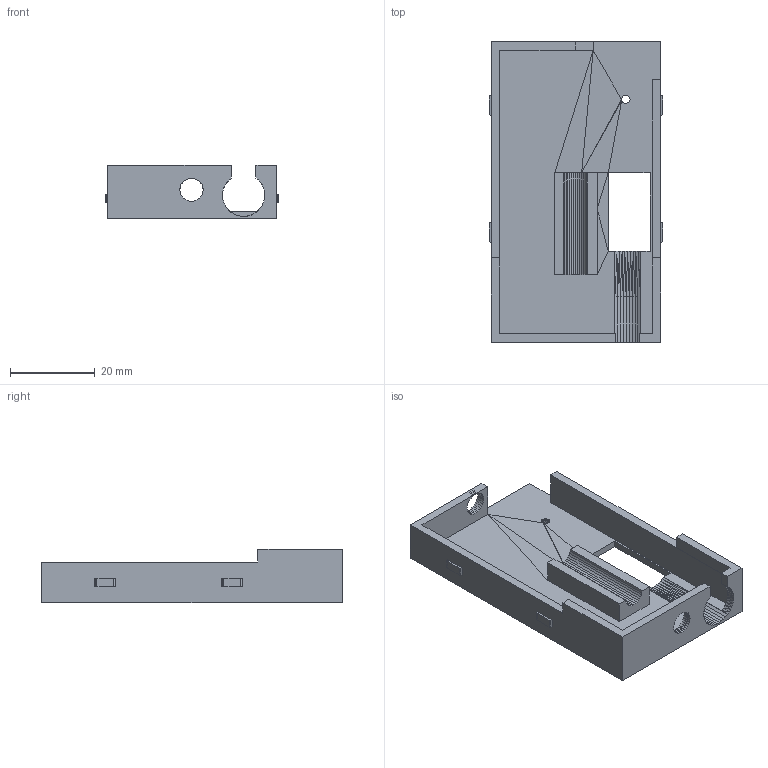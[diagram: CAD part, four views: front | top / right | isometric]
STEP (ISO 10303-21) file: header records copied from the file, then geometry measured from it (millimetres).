
FILE_DESCRIPTION(/* description */ (''),/* implementation_level */ '2;1');
FILE_NAME(/* name */ 'tray.stp',/* time_stamp */ '2025-11-11T12:55:14-05:00',/* author */ ('SCANTURK'),/* organization */ (''),/* preprocessor_version */ 'ST-DEVELOPER v20.1',/* originating_system */ 'Autodesk Inventor 2026',/* authorisation */ '');
FILE_SCHEMA (('AUTOMOTIVE_DESIGN { 1 0 10303 214 3 1 1 }'));
Length unit declared in the file: millimetre
Products named in the file (1): Small Magnet tray v0.4.2
Bounding box: 41 x 71 x 12.6 mm (x, y, z)
Volume: 8305.4 mm3; surface area: 9643 mm2
Topology: 1 solids, 1 shells, 296 faces, 701 edges, 409 vertices
Faces by surface type: plane 288, cylinder 8
Entity records: 8189 total; most frequent: CARTESIAN_POINT 1407, ORIENTED_EDGE 1402, DIRECTION 1311, EDGE_CURVE 701, LINE 685, VECTOR 685, VERTEX_POINT 409, AXIS2_PLACEMENT_3D 313
